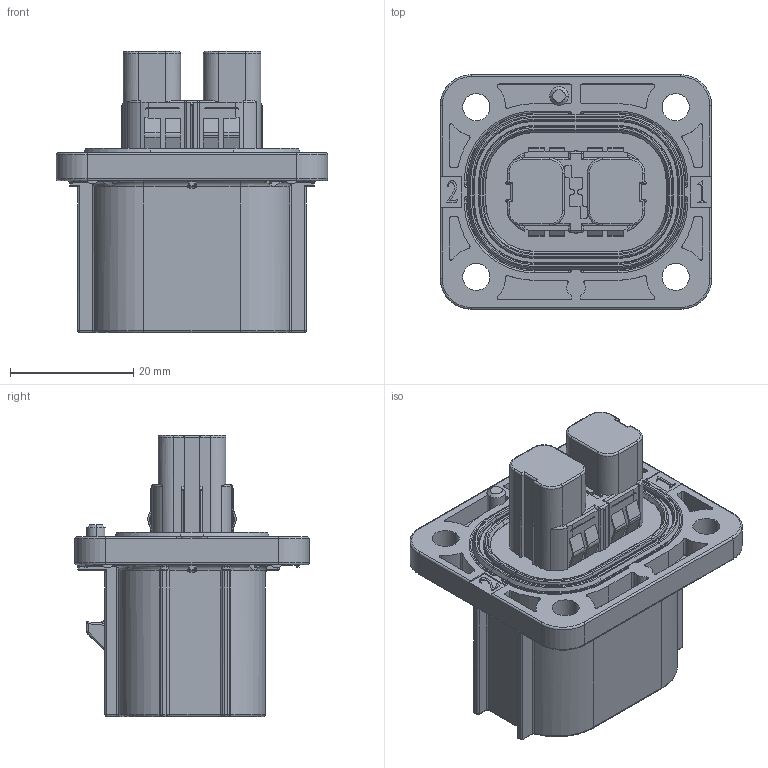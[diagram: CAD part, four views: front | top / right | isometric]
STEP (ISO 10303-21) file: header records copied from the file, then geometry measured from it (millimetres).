
FILE_DESCRIPTION (( 'STEP AP203' ), '1' );
FILE_NAME ('YGEV2-P2RA1²å×ù.STEP', '2025-08-21T01:39:36', ( '' ), ( '' ), 'SwSTEP 2.0', 'SolidWorks 2023', '' );
FILE_SCHEMA (( 'CONFIG_CONTROL_DESIGN' ));
Products named in the file (1): YGEV2-P2RA1插座
Bounding box: 44 x 38 x 45.55 mm (x, y, z)
Volume: 21043 mm3; surface area: 14427.9 mm2
Topology: 1 solids, 3 shells, 2270 faces, 5861 edges, 3670 vertices
Faces by surface type: plane 1194, cylinder 590, bspline 255, torus 148, sphere 49, cone 34
Entity records: 83292 total; most frequent: CARTESIAN_POINT 29620, ORIENTED_EDGE 11632, DIRECTION 10358, EDGE_CURVE 5816, LINE 3820, VECTOR 3820, VERTEX_POINT 3670, AXIS2_PLACEMENT_3D 3269
